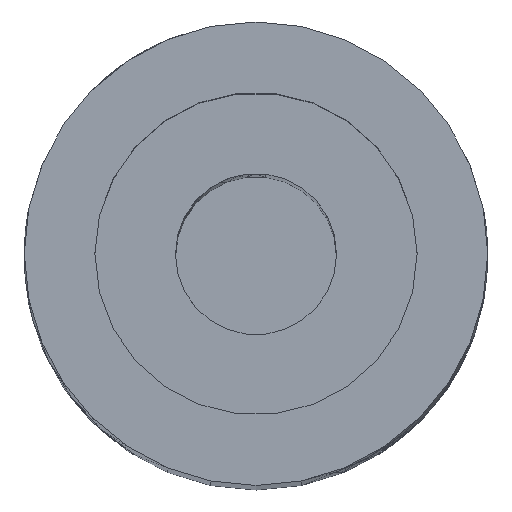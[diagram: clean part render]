
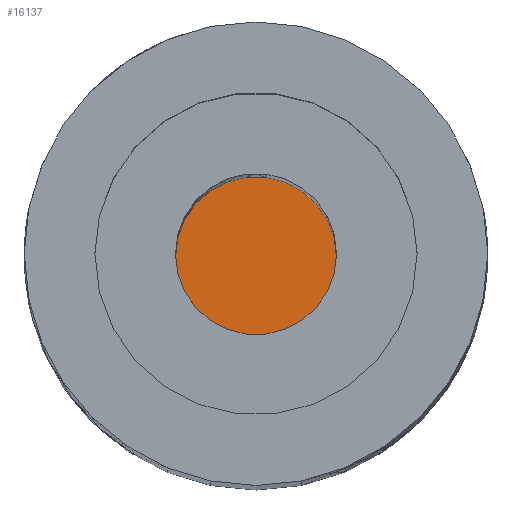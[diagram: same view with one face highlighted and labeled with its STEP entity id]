
A CAD part, top view. The second image highlights one B-rep face of the part: STEP entity #16137.
In plain terms, the highlighted planar face has unit normal (0, 0, 1).
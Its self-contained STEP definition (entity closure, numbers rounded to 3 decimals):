
#24 = VERTEX_POINT('',#25);
#25 = CARTESIAN_POINT('',(-0.241,-1.985,56.));
#5281 = VERTEX_POINT('',#5282);
#5282 = CARTESIAN_POINT('',(2.,0.,56.));
#5303 = EDGE_CURVE('',#5304,#5281,#5306,.T.);
#5304 = VERTEX_POINT('',#5305);
#5305 = CARTESIAN_POINT('',(1.942,0.479,56.));
#5306 = LINE('',#5307,#5308);
#5307 = CARTESIAN_POINT('',(1.942,0.479,56.));
#5308 = VECTOR('',#5309,1.);
#5309 = DIRECTION('',(0.121,-0.993,0.));
#5429 = EDGE_CURVE('',#5430,#5304,#5432,.T.);
#5430 = VERTEX_POINT('',#5431);
#5431 = CARTESIAN_POINT('',(1.771,0.929,56.));
#5432 = LINE('',#5433,#5434);
#5433 = CARTESIAN_POINT('',(1.771,0.929,56.));
#5434 = VECTOR('',#5435,1.);
#5435 = DIRECTION('',(0.355,-0.935,0.));
#5613 = EDGE_CURVE('',#5614,#5430,#5616,.T.);
#5614 = VERTEX_POINT('',#5615);
#5615 = CARTESIAN_POINT('',(1.497,1.326,56.));
#5616 = LINE('',#5617,#5618);
#5617 = CARTESIAN_POINT('',(1.497,1.326,56.));
#5618 = VECTOR('',#5619,1.);
#5619 = DIRECTION('',(0.568,-0.823,0.));
#5675 = EDGE_CURVE('',#5676,#24,#5678,.T.);
#5676 = VERTEX_POINT('',#5677);
#5677 = CARTESIAN_POINT('',(0.241,-1.985,56.));
#5678 = LINE('',#5679,#5680);
#5679 = CARTESIAN_POINT('',(0.241,-1.985,56.));
#5680 = VECTOR('',#5681,1.);
#5681 = DIRECTION('',(-1.,0.,0.));
#5833 = EDGE_CURVE('',#5834,#5676,#5836,.T.);
#5834 = VERTEX_POINT('',#5835);
#5835 = CARTESIAN_POINT('',(0.709,-1.87,56.));
#5836 = LINE('',#5837,#5838);
#5837 = CARTESIAN_POINT('',(0.709,-1.87,56.));
#5838 = VECTOR('',#5839,1.);
#5839 = DIRECTION('',(-0.971,-0.239,0.));
#5980 = EDGE_CURVE('',#5981,#5834,#5983,.T.);
#5981 = VERTEX_POINT('',#5982);
#5982 = CARTESIAN_POINT('',(1.136,-1.646,56.));
#5983 = LINE('',#5984,#5985);
#5984 = CARTESIAN_POINT('',(1.136,-1.646,56.));
#5985 = VECTOR('',#5986,1.);
#5986 = DIRECTION('',(-0.885,-0.465,0.));
#6111 = EDGE_CURVE('',#6112,#5981,#6114,.T.);
#6112 = VERTEX_POINT('',#6113);
#6113 = CARTESIAN_POINT('',(1.497,-1.326,56.));
#6114 = LINE('',#6115,#6116);
#6115 = CARTESIAN_POINT('',(1.497,-1.326,56.));
#6116 = VECTOR('',#6117,1.);
#6117 = DIRECTION('',(-0.749,-0.663,0.));
#6263 = EDGE_CURVE('',#6264,#6112,#6266,.T.);
#6264 = VERTEX_POINT('',#6265);
#6265 = CARTESIAN_POINT('',(1.771,-0.929,56.));
#6266 = LINE('',#6267,#6268);
#6267 = CARTESIAN_POINT('',(1.771,-0.929,56.));
#6268 = VECTOR('',#6269,1.);
#6269 = DIRECTION('',(-0.568,-0.823,0.));
#6522 = EDGE_CURVE('',#6523,#6264,#6525,.T.);
#6523 = VERTEX_POINT('',#6524);
#6524 = CARTESIAN_POINT('',(1.942,-0.479,56.));
#6525 = LINE('',#6526,#6527);
#6526 = CARTESIAN_POINT('',(1.942,-0.479,56.));
#6527 = VECTOR('',#6528,1.);
#6528 = DIRECTION('',(-0.355,-0.935,0.));
#6669 = EDGE_CURVE('',#5281,#6523,#6670,.T.);
#6670 = LINE('',#6671,#6672);
#6671 = CARTESIAN_POINT('',(2.,0.,56.));
#6672 = VECTOR('',#6673,1.);
#6673 = DIRECTION('',(-0.121,-0.993,0.));
#7258 = VERTEX_POINT('',#7259);
#7259 = CARTESIAN_POINT('',(0.241,1.985,56.));
#12545 = EDGE_CURVE('',#12546,#7258,#12548,.T.);
#12546 = VERTEX_POINT('',#12547);
#12547 = CARTESIAN_POINT('',(-0.241,1.985,56.));
#12548 = LINE('',#12549,#12550);
#12549 = CARTESIAN_POINT('',(-0.241,1.985,56.));
#12550 = VECTOR('',#12551,1.);
#12551 = DIRECTION('',(1.,0.,0.));
#12687 = EDGE_CURVE('',#12688,#12546,#12690,.T.);
#12688 = VERTEX_POINT('',#12689);
#12689 = CARTESIAN_POINT('',(-0.709,1.87,56.));
#12690 = LINE('',#12691,#12692);
#12691 = CARTESIAN_POINT('',(-0.709,1.87,56.));
#12692 = VECTOR('',#12693,1.);
#12693 = DIRECTION('',(0.971,0.239,0.));
#12839 = EDGE_CURVE('',#12840,#12688,#12842,.T.);
#12840 = VERTEX_POINT('',#12841);
#12841 = CARTESIAN_POINT('',(-1.136,1.646,56.));
#12842 = LINE('',#12843,#12844);
#12843 = CARTESIAN_POINT('',(-1.136,1.646,56.));
#12844 = VECTOR('',#12845,1.);
#12845 = DIRECTION('',(0.885,0.465,0.));
#12949 = EDGE_CURVE('',#12950,#12840,#12952,.T.);
#12950 = VERTEX_POINT('',#12951);
#12951 = CARTESIAN_POINT('',(-1.497,1.326,56.));
#12952 = LINE('',#12953,#12954);
#12953 = CARTESIAN_POINT('',(-1.497,1.326,56.));
#12954 = VECTOR('',#12955,1.);
#12955 = DIRECTION('',(0.749,0.663,0.));
#13117 = EDGE_CURVE('',#13118,#12950,#13120,.T.);
#13118 = VERTEX_POINT('',#13119);
#13119 = CARTESIAN_POINT('',(-1.771,0.929,56.));
#13120 = LINE('',#13121,#13122);
#13121 = CARTESIAN_POINT('',(-1.771,0.929,56.));
#13122 = VECTOR('',#13123,1.);
#13123 = DIRECTION('',(0.568,0.823,0.));
#13339 = EDGE_CURVE('',#13340,#13118,#13342,.T.);
#13340 = VERTEX_POINT('',#13341);
#13341 = CARTESIAN_POINT('',(-1.942,0.479,56.));
#13342 = LINE('',#13343,#13344);
#13343 = CARTESIAN_POINT('',(-1.942,0.479,56.));
#13344 = VECTOR('',#13345,1.);
#13345 = DIRECTION('',(0.355,0.935,0.));
#13486 = EDGE_CURVE('',#13487,#13340,#13489,.T.);
#13487 = VERTEX_POINT('',#13488);
#13488 = CARTESIAN_POINT('',(-2.,0.,56.));
#13489 = LINE('',#13490,#13491);
#13490 = CARTESIAN_POINT('',(-2.,0.,56.));
#13491 = VECTOR('',#13492,1.);
#13492 = DIRECTION('',(0.121,0.993,0.));
#13617 = EDGE_CURVE('',#13618,#13487,#13620,.T.);
#13618 = VERTEX_POINT('',#13619);
#13619 = CARTESIAN_POINT('',(-1.942,-0.479,56.));
#13620 = LINE('',#13621,#13622);
#13621 = CARTESIAN_POINT('',(-1.942,-0.479,56.));
#13622 = VECTOR('',#13623,1.);
#13623 = DIRECTION('',(-0.121,0.993,0.));
#13769 = EDGE_CURVE('',#13770,#13618,#13772,.T.);
#13770 = VERTEX_POINT('',#13771);
#13771 = CARTESIAN_POINT('',(-1.771,-0.929,56.));
#13772 = LINE('',#13773,#13774);
#13773 = CARTESIAN_POINT('',(-1.771,-0.929,56.));
#13774 = VECTOR('',#13775,1.);
#13775 = DIRECTION('',(-0.355,0.935,0.));
#13916 = EDGE_CURVE('',#13917,#13770,#13919,.T.);
#13917 = VERTEX_POINT('',#13918);
#13918 = CARTESIAN_POINT('',(-1.497,-1.326,56.));
#13919 = LINE('',#13920,#13921);
#13920 = CARTESIAN_POINT('',(-1.497,-1.326,56.));
#13921 = VECTOR('',#13922,1.);
#13922 = DIRECTION('',(-0.568,0.823,0.));
#15297 = VERTEX_POINT('',#15298);
#15298 = CARTESIAN_POINT('',(1.136,1.646,56.));
#15304 = EDGE_CURVE('',#15297,#5614,#15305,.T.);
#15305 = LINE('',#15306,#15307);
#15306 = CARTESIAN_POINT('',(1.136,1.646,56.));
#15307 = VECTOR('',#15308,1.);
#15308 = DIRECTION('',(0.749,-0.663,0.));
#15318 = EDGE_CURVE('',#15319,#15297,#15321,.T.);
#15319 = VERTEX_POINT('',#15320);
#15320 = CARTESIAN_POINT('',(0.709,1.87,56.));
#15321 = LINE('',#15322,#15323);
#15322 = CARTESIAN_POINT('',(0.709,1.87,56.));
#15323 = VECTOR('',#15324,1.);
#15324 = DIRECTION('',(0.885,-0.465,0.));
#15357 = EDGE_CURVE('',#7258,#15319,#15358,.T.);
#15358 = LINE('',#15359,#15360);
#15359 = CARTESIAN_POINT('',(0.241,1.985,56.));
#15360 = VECTOR('',#15361,1.);
#15361 = DIRECTION('',(0.971,-0.239,0.));
#15381 = VERTEX_POINT('',#15382);
#15382 = CARTESIAN_POINT('',(-1.136,-1.646,56.));
#15388 = EDGE_CURVE('',#15381,#13917,#15389,.T.);
#15389 = LINE('',#15390,#15391);
#15390 = CARTESIAN_POINT('',(-1.136,-1.646,56.));
#15391 = VECTOR('',#15392,1.);
#15392 = DIRECTION('',(-0.749,0.663,0.));
#15412 = VERTEX_POINT('',#15413);
#15413 = CARTESIAN_POINT('',(-0.709,-1.87,56.));
#15419 = EDGE_CURVE('',#15412,#15381,#15420,.T.);
#15420 = LINE('',#15421,#15422);
#15421 = CARTESIAN_POINT('',(-0.709,-1.87,56.));
#15422 = VECTOR('',#15423,1.);
#15423 = DIRECTION('',(-0.885,0.465,0.));
#15433 = EDGE_CURVE('',#24,#15412,#15434,.T.);
#15434 = LINE('',#15435,#15436);
#15435 = CARTESIAN_POINT('',(-0.241,-1.985,56.));
#15436 = VECTOR('',#15437,1.);
#15437 = DIRECTION('',(-0.971,0.239,0.));
#16137 = ADVANCED_FACE('',(#16138),#16166,.T.);
#16138 = FACE_BOUND('',#16139,.T.);
#16139 = EDGE_LOOP('',(#16140,#16141,#16142,#16143,#16144,#16145,#16146,
    #16147,#16148,#16149,#16150,#16151,#16152,#16153,#16154,#16155,
    #16156,#16157,#16158,#16159,#16160,#16161,#16162,#16163,#16164,
    #16165));
#16140 = ORIENTED_EDGE('',*,*,#15433,.F.);
#16141 = ORIENTED_EDGE('',*,*,#5675,.F.);
#16142 = ORIENTED_EDGE('',*,*,#5833,.F.);
#16143 = ORIENTED_EDGE('',*,*,#5980,.F.);
#16144 = ORIENTED_EDGE('',*,*,#6111,.F.);
#16145 = ORIENTED_EDGE('',*,*,#6263,.F.);
#16146 = ORIENTED_EDGE('',*,*,#6522,.F.);
#16147 = ORIENTED_EDGE('',*,*,#6669,.F.);
#16148 = ORIENTED_EDGE('',*,*,#5303,.F.);
#16149 = ORIENTED_EDGE('',*,*,#5429,.F.);
#16150 = ORIENTED_EDGE('',*,*,#5613,.F.);
#16151 = ORIENTED_EDGE('',*,*,#15304,.F.);
#16152 = ORIENTED_EDGE('',*,*,#15318,.F.);
#16153 = ORIENTED_EDGE('',*,*,#15357,.F.);
#16154 = ORIENTED_EDGE('',*,*,#12545,.F.);
#16155 = ORIENTED_EDGE('',*,*,#12687,.F.);
#16156 = ORIENTED_EDGE('',*,*,#12839,.F.);
#16157 = ORIENTED_EDGE('',*,*,#12949,.F.);
#16158 = ORIENTED_EDGE('',*,*,#13117,.F.);
#16159 = ORIENTED_EDGE('',*,*,#13339,.F.);
#16160 = ORIENTED_EDGE('',*,*,#13486,.F.);
#16161 = ORIENTED_EDGE('',*,*,#13617,.F.);
#16162 = ORIENTED_EDGE('',*,*,#13769,.F.);
#16163 = ORIENTED_EDGE('',*,*,#13916,.F.);
#16164 = ORIENTED_EDGE('',*,*,#15388,.F.);
#16165 = ORIENTED_EDGE('',*,*,#15419,.F.);
#16166 = PLANE('',#16167);
#16167 = AXIS2_PLACEMENT_3D('',#16168,#16169,#16170);
#16168 = CARTESIAN_POINT('',(0.,0.,56.)
  );
#16169 = DIRECTION('',(0.,0.,1.));
#16170 = DIRECTION('',(1.,0.,0.));
